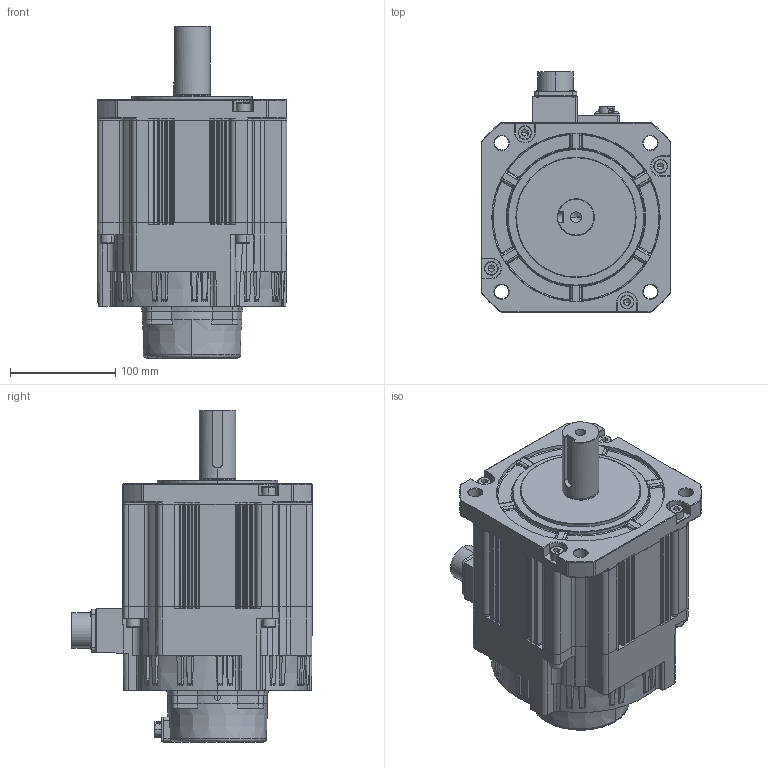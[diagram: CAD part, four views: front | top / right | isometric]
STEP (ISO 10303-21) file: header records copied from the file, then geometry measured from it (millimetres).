
FILE_DESCRIPTION (( 'STEP AP203' ), '1' );
FILE_NAME ('SV-X6MM400A-B4LD.STEP', '2021-10-12T13:27:58', ( 'China' ), ( 'Microsoft' ), 'SwSTEP 2.0', 'SolidWorks 2016', '' );
FILE_SCHEMA (( 'CONFIG_CONTROL_DESIGN' ));
Products named in the file (1): SV-X6MM400A-B4LD
Bounding box: 180 x 228.55 x 315.5 mm (x, y, z)
Volume: 5845164.8 mm3; surface area: 274666.6 mm2
Topology: 1 solids, 6 shells, 1925 faces, 4983 edges, 3094 vertices
Faces by surface type: cylinder 736, plane 712, cone 268, bspline 116, torus 69, sphere 24
Entity records: 69851 total; most frequent: CARTESIAN_POINT 24512, ORIENTED_EDGE 9898, DIRECTION 9120, EDGE_CURVE 4949, AXIS2_PLACEMENT_3D 3430, VERTEX_POINT 3086, LINE 2260, VECTOR 2260
